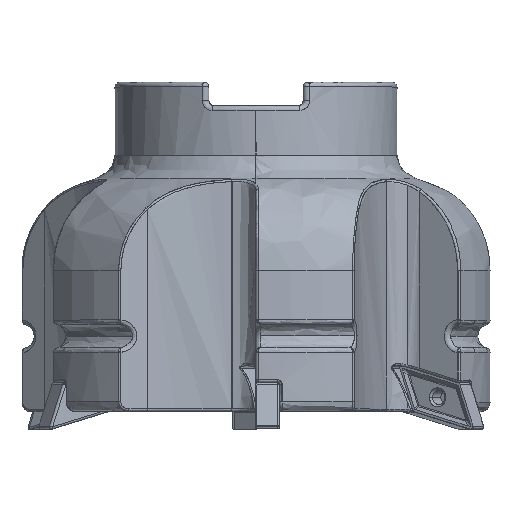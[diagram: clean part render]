
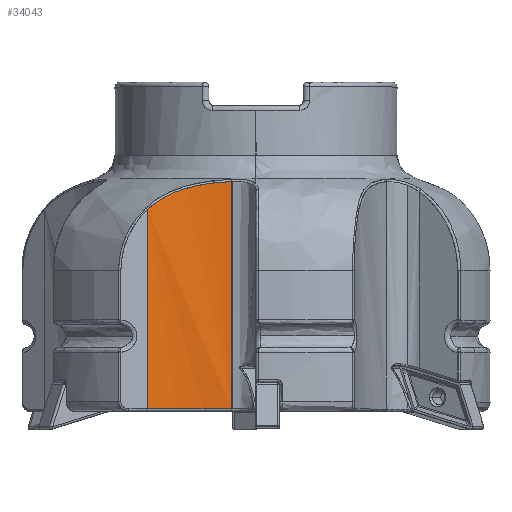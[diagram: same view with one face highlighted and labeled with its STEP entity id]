
A CAD part, top view. The second image highlights one B-rep face of the part: STEP entity #34043.
In plain terms, the highlighted free-form (B-spline) face has degree [2, 1] with [3, 2] control points.
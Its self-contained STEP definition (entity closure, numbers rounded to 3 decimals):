
#34043 = ADVANCED_FACE('',(#34044),#34124,.T.);
#34044 = FACE_BOUND('',#34045,.T.);
#34045 = EDGE_LOOP('',(#34046,#34055,#34065,#34074,#34083,#34092,#34101,
    #34111,#34118));
#34046 = ORIENTED_EDGE('',*,*,#34047,.F.);
#34047 = EDGE_CURVE('',#34048,#34050,#34052,.T.);
#34048 = VERTEX_POINT('',#34049);
#34049 = CARTESIAN_POINT('',(-4.189,39.173,
    28.079));
#34050 = VERTEX_POINT('',#34051);
#34051 = CARTESIAN_POINT('',(-4.189,0.401,
    28.079));
#34052 = B_SPLINE_CURVE_WITH_KNOTS('',1,(#34053,#34054),.UNSPECIFIED.,
  .F.,.F.,(2,2),(0.,48.368),.PIECEWISE_BEZIER_KNOTS.);
#34053 = CARTESIAN_POINT('',(-4.189,39.173,
    28.079));
#34054 = CARTESIAN_POINT('',(-4.189,0.401,
    28.079));
#34055 = ORIENTED_EDGE('',*,*,#34056,.F.);
#34056 = EDGE_CURVE('',#34057,#34048,#34059,.T.);
#34057 = VERTEX_POINT('',#34058);
#34058 = CARTESIAN_POINT('',(-8.071,38.818,
    28.412));
#34059 = B_SPLINE_CURVE_WITH_KNOTS('',4,(#34060,#34061,#34062,#34063,
    #34064),.UNSPECIFIED.,.F.,.F.,(5,5),(0.75,1.),
  .PIECEWISE_BEZIER_KNOTS.);
#34060 = CARTESIAN_POINT('',(-8.071,38.818,
    28.412));
#34061 = CARTESIAN_POINT('',(-7.189,38.941,
    28.3));
#34062 = CARTESIAN_POINT('',(-6.248,39.042,
    28.203));
#34063 = CARTESIAN_POINT('',(-5.248,39.119,
    28.127));
#34064 = CARTESIAN_POINT('',(-4.189,39.173,
    28.079));
#34065 = ORIENTED_EDGE('',*,*,#34066,.F.);
#34066 = EDGE_CURVE('',#34067,#34057,#34069,.T.);
#34067 = VERTEX_POINT('',#34068);
#34068 = CARTESIAN_POINT('',(-9.968,38.493,
    28.691));
#34069 = B_SPLINE_CURVE_WITH_KNOTS('',3,(#34070,#34071,#34072,#34073),
  .UNSPECIFIED.,.F.,.F.,(4,4),(0.625,0.75),.PIECEWISE_BEZIER_KNOTS.);
#34070 = CARTESIAN_POINT('',(-9.968,38.493,
    28.691));
#34071 = CARTESIAN_POINT('',(-9.365,38.617,
    28.59));
#34072 = CARTESIAN_POINT('',(-8.732,38.725,
    28.496));
#34073 = CARTESIAN_POINT('',(-8.071,38.818,
    28.412));
#34074 = ORIENTED_EDGE('',*,*,#34075,.F.);
#34075 = EDGE_CURVE('',#34076,#34067,#34078,.T.);
#34076 = VERTEX_POINT('',#34077);
#34077 = CARTESIAN_POINT('',(-11.829,38.036,
    29.041));
#34078 = B_SPLINE_CURVE_WITH_KNOTS('',3,(#34079,#34080,#34081,#34082),
  .UNSPECIFIED.,.F.,.F.,(4,4),(0.5,0.625),.PIECEWISE_BEZIER_KNOTS.);
#34079 = CARTESIAN_POINT('',(-11.829,38.036,
    29.041));
#34080 = CARTESIAN_POINT('',(-11.237,38.208,
    28.918));
#34081 = CARTESIAN_POINT('',(-10.617,38.36,
    28.8));
#34082 = CARTESIAN_POINT('',(-9.968,38.493,
    28.691));
#34083 = ORIENTED_EDGE('',*,*,#34084,.F.);
#34084 = EDGE_CURVE('',#34085,#34076,#34087,.T.);
#34085 = VERTEX_POINT('',#34086);
#34086 = CARTESIAN_POINT('',(-13.649,37.414,
    29.457));
#34087 = B_SPLINE_CURVE_WITH_KNOTS('',3,(#34088,#34089,#34090,#34091),
  .UNSPECIFIED.,.F.,.F.,(4,4),(0.375,0.5),.PIECEWISE_BEZIER_KNOTS.);
#34088 = CARTESIAN_POINT('',(-13.649,37.414,
    29.457));
#34089 = CARTESIAN_POINT('',(-13.071,37.644,
    29.313));
#34090 = CARTESIAN_POINT('',(-12.465,37.852,
    29.174));
#34091 = CARTESIAN_POINT('',(-11.829,38.036,
    29.041));
#34092 = ORIENTED_EDGE('',*,*,#34093,.F.);
#34093 = EDGE_CURVE('',#34094,#34085,#34096,.T.);
#34094 = VERTEX_POINT('',#34095);
#34095 = CARTESIAN_POINT('',(-15.388,36.604,
    29.926));
#34096 = B_SPLINE_CURVE_WITH_KNOTS('',3,(#34097,#34098,#34099,#34100),
  .UNSPECIFIED.,.F.,.F.,(4,4),(0.25,0.375),.PIECEWISE_BEZIER_KNOTS.);
#34097 = CARTESIAN_POINT('',(-15.388,36.604,
    29.926));
#34098 = CARTESIAN_POINT('',(-14.838,36.9,
    29.766));
#34099 = CARTESIAN_POINT('',(-14.259,37.17,
    29.609));
#34100 = CARTESIAN_POINT('',(-13.649,37.414,
    29.457));
#34101 = ORIENTED_EDGE('',*,*,#34102,.F.);
#34102 = EDGE_CURVE('',#34103,#34094,#34105,.T.);
#34103 = VERTEX_POINT('',#34104);
#34104 = CARTESIAN_POINT('',(-18.468,34.387,
    30.93));
#34105 = B_SPLINE_CURVE_WITH_KNOTS('',4,(#34106,#34107,#34108,#34109,
    #34110),.UNSPECIFIED.,.F.,.F.,(5,5),(0.,0.25),
  .PIECEWISE_BEZIER_KNOTS.);
#34106 = CARTESIAN_POINT('',(-18.468,34.387,
    30.93));
#34107 = CARTESIAN_POINT('',(-17.793,35.029,
    30.685));
#34108 = CARTESIAN_POINT('',(-17.055,35.612,
    30.432));
#34109 = CARTESIAN_POINT('',(-16.254,36.137,
    30.176));
#34110 = CARTESIAN_POINT('',(-15.388,36.604,
    29.926));
#34111 = ORIENTED_EDGE('',*,*,#34112,.F.);
#34112 = EDGE_CURVE('',#34113,#34103,#34115,.T.);
#34113 = VERTEX_POINT('',#34114);
#34114 = CARTESIAN_POINT('',(-18.468,0.401,
    30.93));
#34115 = B_SPLINE_CURVE_WITH_KNOTS('',1,(#34116,#34117),.UNSPECIFIED.,
  .F.,.F.,(2,2),(0.,42.397),.PIECEWISE_BEZIER_KNOTS.);
#34116 = CARTESIAN_POINT('',(-18.468,0.401,
    30.93));
#34117 = CARTESIAN_POINT('',(-18.468,34.387,
    30.93));
#34118 = ORIENTED_EDGE('',*,*,#34119,.F.);
#34119 = EDGE_CURVE('',#34050,#34113,#34120,.T.);
#34120 = ( BOUNDED_CURVE() B_SPLINE_CURVE(2,(#34121,#34122,#34123),
.UNSPECIFIED.,.F.,.F.) B_SPLINE_CURVE_WITH_KNOTS((3,3),(
0.,0.304),.PIECEWISE_BEZIER_KNOTS.) CURVE() 
GEOMETRIC_REPRESENTATION_ITEM() RATIONAL_B_SPLINE_CURVE((1.,
0.988,1.)) REPRESENTATION_ITEM('') );
#34121 = CARTESIAN_POINT('',(-4.189,0.401,
    28.079));
#34122 = CARTESIAN_POINT('',(-11.547,0.401,
    28.411));
#34123 = CARTESIAN_POINT('',(-18.468,0.401,
    30.93));
#34124 = ( BOUNDED_SURFACE() B_SPLINE_SURFACE(2,1,(
    (#34125,#34126)
    ,(#34127,#34128)
    ,(#34129,#34130
)),.UNSPECIFIED.,.F.,.F.,.F.) B_SPLINE_SURFACE_WITH_KNOTS((3,3),(2,2),(
    0.045,0.349),(0.29,48.658),
.PIECEWISE_BEZIER_KNOTS.) GEOMETRIC_REPRESENTATION_ITEM() 
RATIONAL_B_SPLINE_SURFACE((
    (1.,1.)
    ,(0.988,0.988)
,(1.,1.))) REPRESENTATION_ITEM('') SURFACE() );
#34125 = CARTESIAN_POINT('',(-4.189,39.173,
    28.079));
#34126 = CARTESIAN_POINT('',(-4.189,0.401,
    28.079));
#34127 = CARTESIAN_POINT('',(-11.547,39.173,
    28.411));
#34128 = CARTESIAN_POINT('',(-11.547,0.401,
    28.411));
#34129 = CARTESIAN_POINT('',(-18.468,39.173,
    30.93));
#34130 = CARTESIAN_POINT('',(-18.468,0.401,
    30.93));
